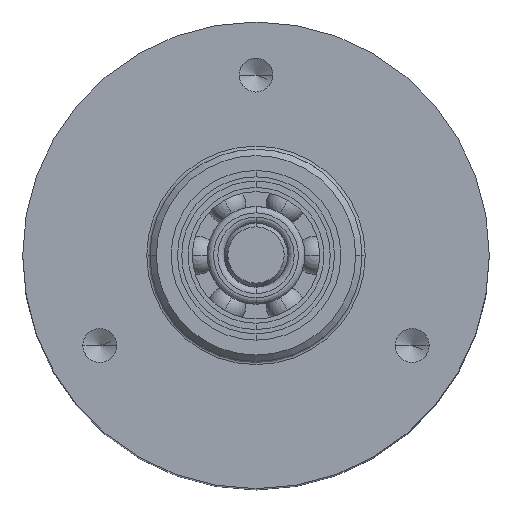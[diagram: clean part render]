
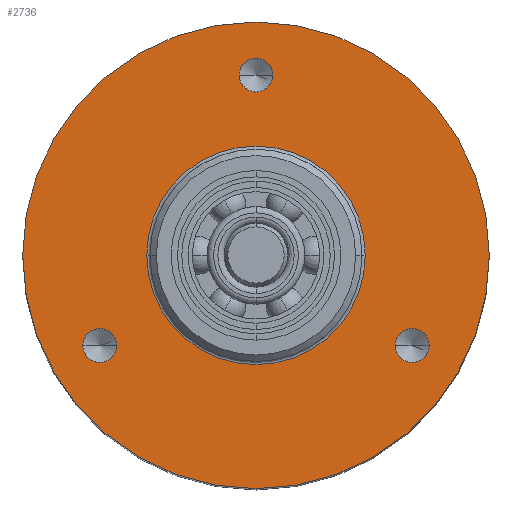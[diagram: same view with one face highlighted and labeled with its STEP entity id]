
A CAD part, top view. The second image highlights one B-rep face of the part: STEP entity #2736.
In plain terms, the highlighted planar face has unit normal (0, 0, 1).
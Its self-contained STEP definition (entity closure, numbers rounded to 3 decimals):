
#576=CARTESIAN_POINT('',(0.,0.,33.5));
#577=DIRECTION('',(0.,0.,-1.));
#578=DIRECTION('',(1.,0.,0.));
#579=AXIS2_PLACEMENT_3D('',#576,#577,#578);
#581=CARTESIAN_POINT('',(0.,0.,33.5));
#582=DIRECTION('',(0.,0.,-1.));
#583=DIRECTION('',(-1.,0.,0.));
#584=AXIS2_PLACEMENT_3D('',#581,#582,#583);
#586=CARTESIAN_POINT('',(-7.361,-4.25,33.5));
#587=DIRECTION('',(0.,0.,1.));
#588=DIRECTION('',(-1.,0.,0.));
#589=AXIS2_PLACEMENT_3D('',#586,#587,#588);
#591=CARTESIAN_POINT('',(-7.361,-4.25,33.5));
#592=DIRECTION('',(0.,0.,1.));
#593=DIRECTION('',(1.,0.,0.));
#594=AXIS2_PLACEMENT_3D('',#591,#592,#593);
#596=CARTESIAN_POINT('',(7.361,-4.25,33.5));
#597=DIRECTION('',(0.,0.,1.));
#598=DIRECTION('',(-1.,0.,0.));
#599=AXIS2_PLACEMENT_3D('',#596,#597,#598);
#601=CARTESIAN_POINT('',(7.361,-4.25,33.5));
#602=DIRECTION('',(0.,0.,1.));
#603=DIRECTION('',(1.,0.,0.));
#604=AXIS2_PLACEMENT_3D('',#601,#602,#603);
#606=CARTESIAN_POINT('',(0.,8.5,33.5));
#607=DIRECTION('',(0.,0.,1.));
#608=DIRECTION('',(-1.,0.,0.));
#609=AXIS2_PLACEMENT_3D('',#606,#607,#608);
#611=CARTESIAN_POINT('',(0.,8.5,33.5));
#612=DIRECTION('',(0.,0.,1.));
#613=DIRECTION('',(1.,0.,0.));
#614=AXIS2_PLACEMENT_3D('',#611,#612,#613);
#616=CARTESIAN_POINT('',(0.,0.,33.5));
#617=DIRECTION('',(0.,0.,1.));
#618=DIRECTION('',(-1.,0.,0.));
#619=AXIS2_PLACEMENT_3D('',#616,#617,#618);
#621=CARTESIAN_POINT('',(0.,0.,33.5));
#622=DIRECTION('',(0.,0.,1.));
#623=DIRECTION('',(1.,0.,0.));
#624=AXIS2_PLACEMENT_3D('',#621,#622,#623);
#1500=CARTESIAN_POINT('',(11.,0.,33.5));
#1501=CARTESIAN_POINT('',(-11.,0.,33.5));
#1502=VERTEX_POINT('',#1500);
#1503=VERTEX_POINT('',#1501);
#1504=CARTESIAN_POINT('',(-8.161,-4.25,33.5));
#1505=CARTESIAN_POINT('',(-6.561,-4.25,33.5));
#1506=VERTEX_POINT('',#1504);
#1507=VERTEX_POINT('',#1505);
#1508=CARTESIAN_POINT('',(6.561,-4.25,33.5));
#1509=CARTESIAN_POINT('',(8.161,-4.25,33.5));
#1510=VERTEX_POINT('',#1508);
#1511=VERTEX_POINT('',#1509);
#1512=CARTESIAN_POINT('',(-0.8,8.5,33.5));
#1513=CARTESIAN_POINT('',(0.8,8.5,33.5));
#1514=VERTEX_POINT('',#1512);
#1515=VERTEX_POINT('',#1513);
#1516=CARTESIAN_POINT('',(-5.15,0.,
33.5));
#1517=CARTESIAN_POINT('',(5.15,0.,
33.5));
#1518=VERTEX_POINT('',#1516);
#1519=VERTEX_POINT('',#1517);
#2703=CARTESIAN_POINT('',(0.,0.,33.5));
#2704=DIRECTION('',(0.,0.,1.));
#2705=DIRECTION('',(1.,0.,0.));
#2706=AXIS2_PLACEMENT_3D('',#2703,#2704,#2705);
#2707=PLANE('',#2706);
#2708=ORIENTED_EDGE('',*,*,#2697,.T.);
#2709=ORIENTED_EDGE('',*,*,#2679,.T.);
#2710=EDGE_LOOP('',(#2708,#2709));
#2711=FACE_OUTER_BOUND('',#2710,.F.);
#2713=ORIENTED_EDGE('',*,*,#2712,.T.);
#2715=ORIENTED_EDGE('',*,*,#2714,.T.);
#2716=EDGE_LOOP('',(#2713,#2715));
#2717=FACE_BOUND('',#2716,.F.);
#2719=ORIENTED_EDGE('',*,*,#2718,.T.);
#2721=ORIENTED_EDGE('',*,*,#2720,.T.);
#2722=EDGE_LOOP('',(#2719,#2721));
#2723=FACE_BOUND('',#2722,.F.);
#2725=ORIENTED_EDGE('',*,*,#2724,.T.);
#2727=ORIENTED_EDGE('',*,*,#2726,.T.);
#2728=EDGE_LOOP('',(#2725,#2727));
#2729=FACE_BOUND('',#2728,.F.);
#2731=ORIENTED_EDGE('',*,*,#2730,.T.);
#2733=ORIENTED_EDGE('',*,*,#2732,.T.);
#2734=EDGE_LOOP('',(#2731,#2733));
#2735=FACE_BOUND('',#2734,.F.);
#2736=ADVANCED_FACE('',(#2711,#2717,#2723,#2729,#2735),#2707,.T.);
#580=CIRCLE('',#579,11.);
#585=CIRCLE('',#584,11.);
#590=CIRCLE('',#589,0.8);
#595=CIRCLE('',#594,0.8);
#600=CIRCLE('',#599,0.8);
#605=CIRCLE('',#604,0.8);
#610=CIRCLE('',#609,0.8);
#615=CIRCLE('',#614,0.8);
#620=CIRCLE('',#619,5.15);
#625=CIRCLE('',#624,5.15);
#2679=EDGE_CURVE('',#1503,#1502,#585,.T.);
#2697=EDGE_CURVE('',#1502,#1503,#580,.T.);
#2712=EDGE_CURVE('',#1506,#1507,#590,.T.);
#2714=EDGE_CURVE('',#1507,#1506,#595,.T.);
#2718=EDGE_CURVE('',#1510,#1511,#600,.T.);
#2720=EDGE_CURVE('',#1511,#1510,#605,.T.);
#2724=EDGE_CURVE('',#1514,#1515,#610,.T.);
#2726=EDGE_CURVE('',#1515,#1514,#615,.T.);
#2730=EDGE_CURVE('',#1518,#1519,#620,.T.);
#2732=EDGE_CURVE('',#1519,#1518,#625,.T.);
